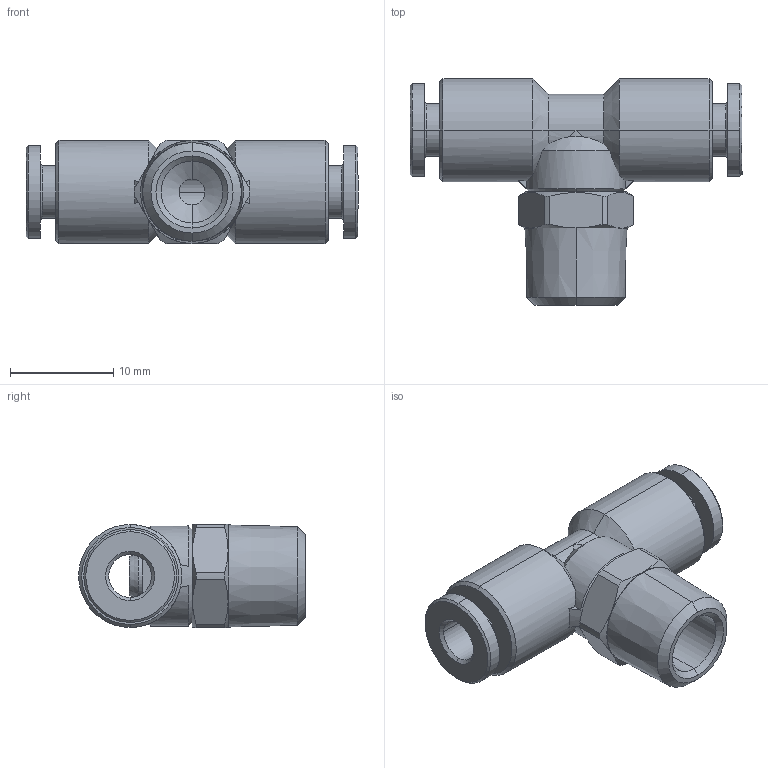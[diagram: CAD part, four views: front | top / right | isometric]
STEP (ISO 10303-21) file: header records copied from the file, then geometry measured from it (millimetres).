
FILE_DESCRIPTION (( 'STEP AP203' ), '1' );
FILE_NAME ('B0110011.STEP', '2012-08-23T14:52:54', ( '' ), ( 'sopra-pneumatic' ), 'SwSTEP 2.0', 'SolidWorks 2011', '' );
FILE_SCHEMA (( 'CONFIG_CONTROL_DESIGN' ));
Length unit declared in the file: millimetre
Products named in the file (1): B0110011
Bounding box: 32.2 x 22 x 10 mm (x, y, z)
Volume: 2385 mm3; surface area: 2316.4 mm2
Topology: 1 solids, 1 shells, 117 faces, 280 edges, 172 vertices
Faces by surface type: cone 45, cylinder 39, plane 33
Entity records: 3581 total; most frequent: CARTESIAN_POINT 790, DIRECTION 588, ORIENTED_EDGE 560, EDGE_CURVE 280, AXIS2_PLACEMENT_3D 238, VERTEX_POINT 172, EDGE_LOOP 128, CIRCLE 120
